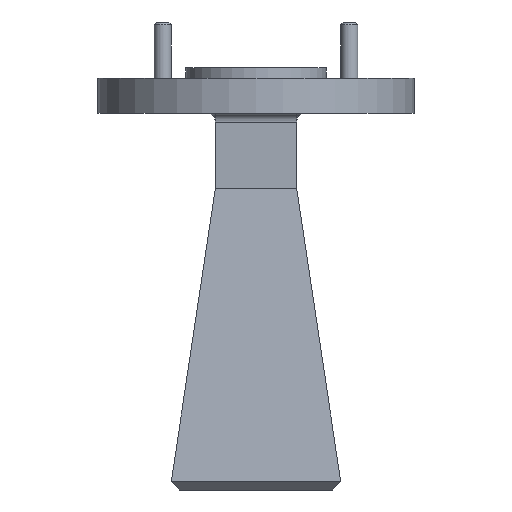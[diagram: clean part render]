
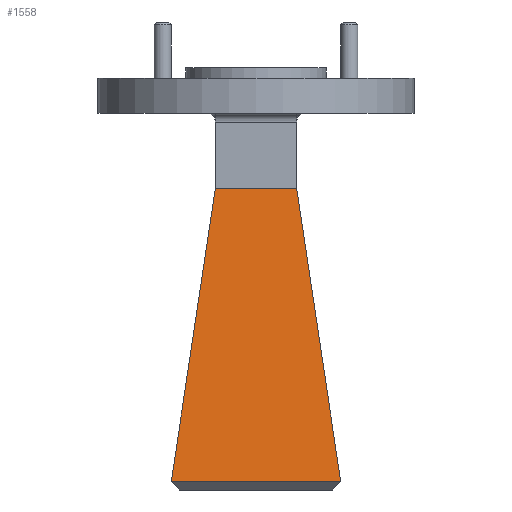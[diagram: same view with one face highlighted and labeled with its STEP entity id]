
A CAD part, front view. The second image highlights one B-rep face of the part: STEP entity #1558.
In plain terms, the highlighted planar face has unit normal (0, -0.993, 0.119).
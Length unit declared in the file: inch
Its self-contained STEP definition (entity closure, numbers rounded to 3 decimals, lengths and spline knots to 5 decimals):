
#112 = CARTESIAN_POINT ( 'NONE',  ( 0., -0.22162, -1.43173 ) ) ;
#154 = VECTOR ( 'NONE', #699, 39.37008 ) ;
#276 = EDGE_CURVE ( 'NONE', #386, #590, #1728, .T. ) ;
#293 = DIRECTION ( 'NONE',  ( 0., -0.119, -0.993 ) ) ;
#383 = EDGE_CURVE ( 'NONE', #2250, #1460, #1406, .T. ) ;
#386 = VERTEX_POINT ( 'NONE', #2192 ) ;
#425 = CARTESIAN_POINT ( 'NONE',  ( 0.30086, -0.22162, -1.43173 ) ) ;
#431 = CARTESIAN_POINT ( 'NONE',  ( 0.08309, -0.04849, 0.01827 ) ) ;
#445 = VECTOR ( 'NONE', #1023, 39.37008 ) ;
#464 = VECTOR ( 'NONE', #883, 39.37008 ) ;
#504 = ORIENTED_EDGE ( 'NONE', *, *, #1242, .T. ) ;
#515 = LINE ( 'NONE', #112, #464 ) ;
#590 = VERTEX_POINT ( 'NONE', #694 ) ;
#604 = ORIENTED_EDGE ( 'NONE', *, *, #383, .T. ) ;
#645 = DIRECTION ( 'NONE',  ( 0., -0.993, 0.119 ) ) ;
#682 = EDGE_LOOP ( 'NONE', ( #1302, #2442, #604, #504 ) ) ;
#694 = CARTESIAN_POINT ( 'NONE',  ( -0.14456, -0.09736, -0.391 ) ) ;
#699 = DIRECTION ( 'NONE',  ( -1., 0., 0. ) ) ;
#883 = DIRECTION ( 'NONE',  ( 1., 0., 0. ) ) ;
#902 = CARTESIAN_POINT ( 'NONE',  ( 0., -0.09736, -0.391 ) ) ;
#1023 = DIRECTION ( 'NONE',  ( -0.147, 0.117, 0.982 ) ) ;
#1242 = EDGE_CURVE ( 'NONE', #1460, #590, #1495, .T. ) ;
#1246 = AXIS2_PLACEMENT_3D ( 'NONE', #1602, #645, #293 ) ;
#1302 = ORIENTED_EDGE ( 'NONE', *, *, #276, .F. ) ;
#1396 = FACE_OUTER_BOUND ( 'NONE', #682, .T. ) ;
#1406 = LINE ( 'NONE', #431, #445 ) ;
#1460 = VERTEX_POINT ( 'NONE', #1742 ) ;
#1495 = LINE ( 'NONE', #902, #154 ) ;
#1496 = VECTOR ( 'NONE', #1754, 39.37008 ) ;
#1558 = ADVANCED_FACE ( 'NONE', ( #1396 ), #2012, .T. ) ;
#1602 = CARTESIAN_POINT ( 'NONE',  ( 0., -0.04996, 0.00596 ) ) ;
#1728 = LINE ( 'NONE', #1929, #1496 ) ;
#1742 = CARTESIAN_POINT ( 'NONE',  ( 0.14456, -0.09736, -0.391 ) ) ;
#1754 = DIRECTION ( 'NONE',  ( 0.147, 0.117, 0.982 ) ) ;
#1929 = CARTESIAN_POINT ( 'NONE',  ( -0.08309, -0.04849, 0.01827 ) ) ;
#2012 = PLANE ( 'NONE',  #1246 ) ;
#2024 = EDGE_CURVE ( 'NONE', #386, #2250, #515, .T. ) ;
#2192 = CARTESIAN_POINT ( 'NONE',  ( -0.30086, -0.22162, -1.43173 ) ) ;
#2250 = VERTEX_POINT ( 'NONE', #425 ) ;
#2442 = ORIENTED_EDGE ( 'NONE', *, *, #2024, .T. ) ;
